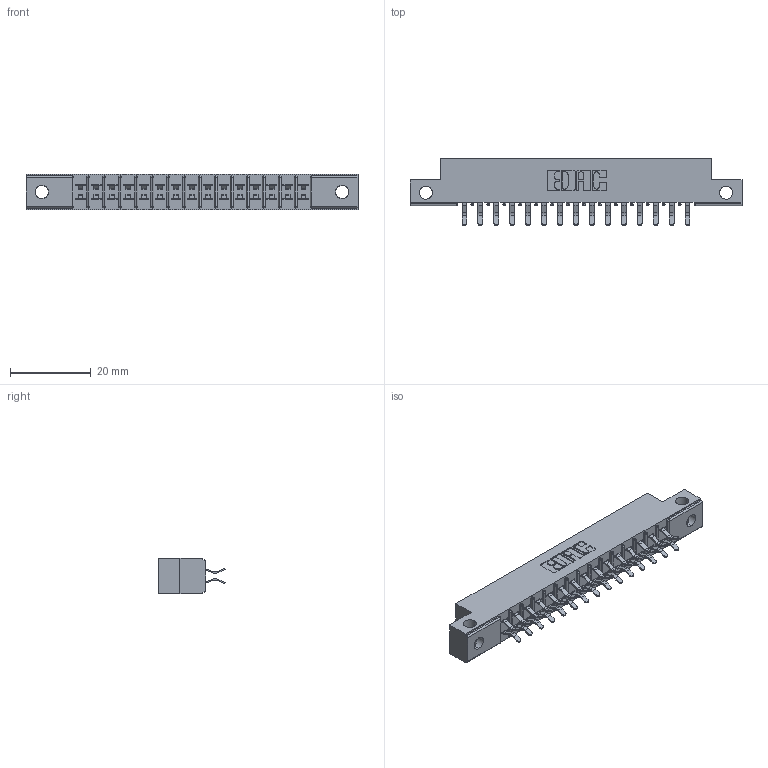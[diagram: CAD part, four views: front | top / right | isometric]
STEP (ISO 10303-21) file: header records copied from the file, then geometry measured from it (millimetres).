
FILE_DESCRIPTION (( 'STEP AP203' ), '1' );
FILE_NAME ('315-030-556-212.STEP', '2020-09-20T02:18:43', ( '' ), ( '' ), 'SwSTEP 2.0', 'SolidWorks 2020', '' );
FILE_SCHEMA (( 'CONFIG_CONTROL_DESIGN' ));
Length unit declared in the file: inch
Products named in the file (3): 315-030-556-212; 305-290-001_556; 305 Part_.128 Dia
Assembly tree (31 placements, depth 2):
  315-030-556-212
    305 Part_.128 Dia
    305-290-001_556  x30
Bounding box: 82.45 x 16.64 x 8.71 mm (x, y, z)
Volume: 5045.5 mm3; surface area: 9111.9 mm2
Topology: 31 solids, 31 shells, 1808 faces, 5197 edges, 3378 vertices
Faces by surface type: plane 998, cylinder 750, sphere 60
Entity records: 20156 total; most frequent: CARTESIAN_POINT 3387, ORIENTED_EDGE 3314, DIRECTION 3241, EDGE_CURVE 1657, LINE 1289, VECTOR 1289, VERTEX_POINT 1058, AXIS2_PLACEMENT_3D 976
